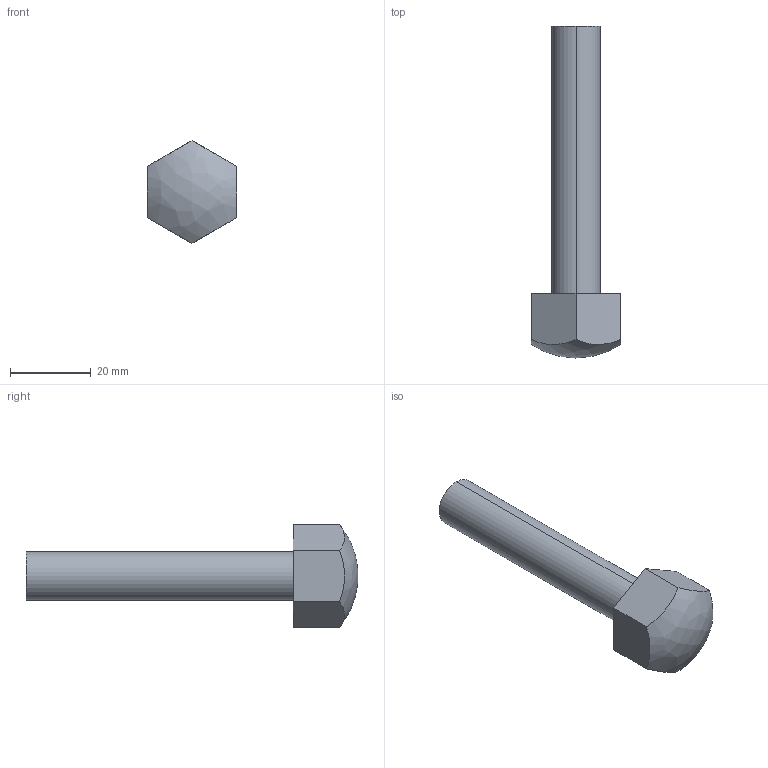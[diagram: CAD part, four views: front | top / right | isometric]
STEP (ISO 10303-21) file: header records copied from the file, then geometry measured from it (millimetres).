
FILE_DESCRIPTION (( 'STEP AP214' ), '1' );
FILE_NAME ('7410820', '2019-02-01T14:32:26', ( '' ), ('JUGARD+KÜNSTNER GmbH'), 'SwSTEP 2.0', 'SolidWorks 2017', '' );
FILE_SCHEMA (( 'AUTOMOTIVE_DESIGN' ));
Length unit declared in the file: millimetre
Products named in the file (1): 7410820_CNAJF00
Bounding box: 22 x 82 x 25.4 mm (x, y, z)
Volume: 13420.5 mm3; surface area: 4306.1 mm2
Topology: 1 solids, 1 shells, 11 faces, 24 edges, 16 vertices
Faces by surface type: plane 8, cylinder 2, bspline 1
Entity records: 385 total; most frequent: CARTESIAN_POINT 111, ORIENTED_EDGE 48, DIRECTION 48, EDGE_CURVE 24, AXIS2_PLACEMENT_3D 17, VERTEX_POINT 16, VECTOR 14, LINE 14
